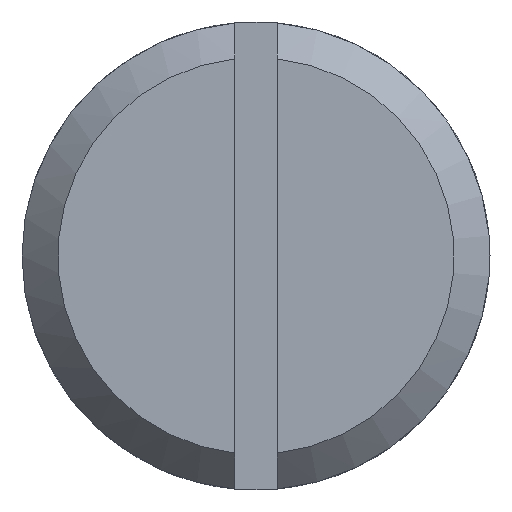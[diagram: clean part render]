
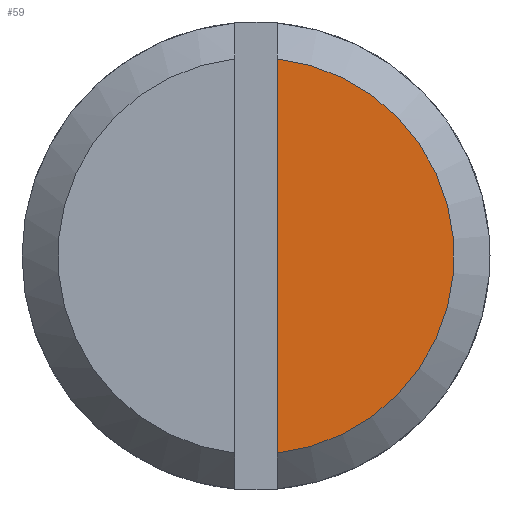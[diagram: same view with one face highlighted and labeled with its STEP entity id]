
A CAD part, left-side view. The second image highlights one B-rep face of the part: STEP entity #59.
In plain terms, the highlighted planar face has unit normal (-1, 0, 0).
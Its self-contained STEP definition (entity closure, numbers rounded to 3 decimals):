
#59 = ADVANCED_FACE( '', ( #119 ), #120, .F. );
#119 = FACE_OUTER_BOUND( '', #171, .T. );
#120 = PLANE( '', #172 );
#171 = EDGE_LOOP( '', ( #263, #264 ) );
#172 = AXIS2_PLACEMENT_3D( '', #265, #266, #267 );
#263 = ORIENTED_EDGE( '', *, *, #302, .F. );
#264 = ORIENTED_EDGE( '', *, *, #305, .F. );
#265 = CARTESIAN_POINT( '', ( 0., 0., 0. ) );
#266 = DIRECTION( '', ( 1., 0., 0. ) );
#267 = DIRECTION( '', ( 0., 1., 0. ) );
#302 = EDGE_CURVE( '', #352, #354, #355, .T. );
#305 = EDGE_CURVE( '', #354, #352, #358, .T. );
#352 = VERTEX_POINT( '', #416 );
#354 = VERTEX_POINT( '', #421 );
#355 = CIRCLE( '', #422, 8.467 );
#358 = LINE( '', #428, #429 );
#416 = CARTESIAN_POINT( '', ( 0., -0.9, 8.419 ) );
#421 = CARTESIAN_POINT( '', ( 0., -0.9, -8.419 ) );
#422 = AXIS2_PLACEMENT_3D( '', #471, #472, #473 );
#428 = CARTESIAN_POINT( '', ( 0., -0.9, -10.5 ) );
#429 = VECTOR( '', #474, 1000. );
#471 = CARTESIAN_POINT( '', ( 0., 0., 0. ) );
#472 = DIRECTION( '', ( 1., 0., 0. ) );
#473 = DIRECTION( '', ( 0., 1., 0. ) );
#474 = DIRECTION( '', ( 0., 0., 1. ) );
